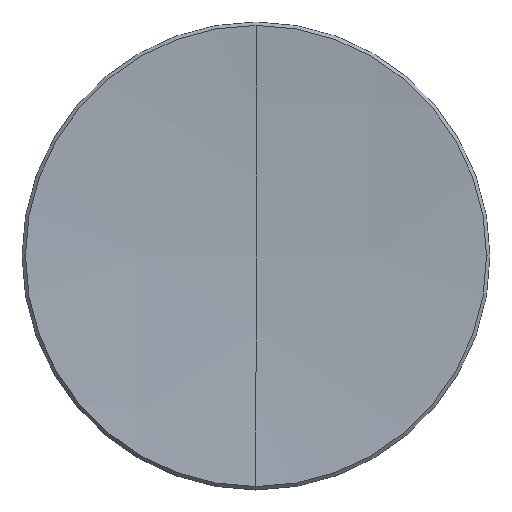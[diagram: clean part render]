
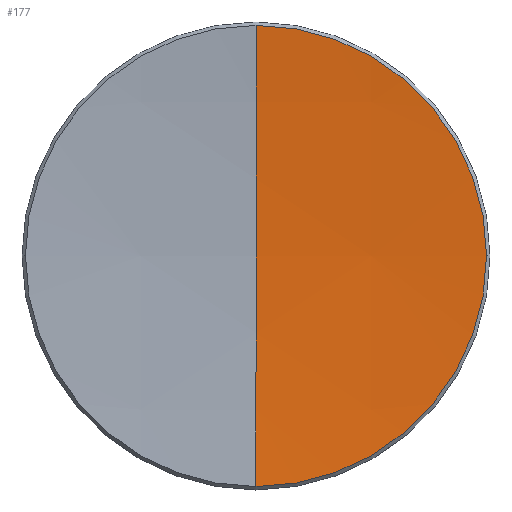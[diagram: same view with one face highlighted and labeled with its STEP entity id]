
A CAD part, top view. The second image highlights one B-rep face of the part: STEP entity #177.
In plain terms, the highlighted spherical face has radius 149.76 mm.
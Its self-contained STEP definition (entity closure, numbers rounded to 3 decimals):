
#3 = CARTESIAN_POINT ( 'NONE',  ( 0., 0., 5.984 ) ) ;
#6 = DIRECTION ( 'NONE',  ( -1., 0., 0. ) ) ;
#9 = AXIS2_PLACEMENT_3D ( 'NONE', #3, #268, #76 ) ;
#15 = EDGE_CURVE ( 'NONE', #59, #183, #194, .T. ) ;
#18 = CARTESIAN_POINT ( 'NONE',  ( 0., 0., 5.984 ) ) ;
#20 = DIRECTION ( 'NONE',  ( 0., -1., 0. ) ) ;
#21 = DIRECTION ( 'NONE',  ( -1., 0., 0. ) ) ;
#40 = CARTESIAN_POINT ( 'NONE',  ( 0., 0., 5.461 ) ) ;
#43 = DIRECTION ( 'NONE',  ( 1., 0., 0. ) ) ;
#55 = ORIENTED_EDGE ( 'NONE', *, *, #90, .T. ) ;
#59 = VERTEX_POINT ( 'NONE', #40 ) ;
#65 = CIRCLE ( 'NONE', #9, 12.516 ) ;
#66 = DIRECTION ( 'NONE',  ( 0., 0., -1. ) ) ;
#72 = DIRECTION ( 'NONE',  ( 0., 1., 0. ) ) ;
#76 = DIRECTION ( 'NONE',  ( 1., 0., 0. ) ) ;
#79 = AXIS2_PLACEMENT_3D ( 'NONE', #215, #43, #66 ) ;
#86 = CARTESIAN_POINT ( 'NONE',  ( 0., 12.516, 5.984 ) ) ;
#88 = CARTESIAN_POINT ( 'NONE',  ( 0., 0., 155.221 ) ) ;
#90 = EDGE_CURVE ( 'NONE', #59, #144, #102, .T. ) ;
#102 = CIRCLE ( 'NONE', #161, 149.76 ) ;
#107 = FACE_OUTER_BOUND ( 'NONE', #271, .T. ) ;
#116 = EDGE_CURVE ( 'NONE', #144, #208, #169, .T. ) ;
#117 = CARTESIAN_POINT ( 'NONE',  ( 12.516, 0., 5.984 ) ) ;
#134 = CARTESIAN_POINT ( 'NONE',  ( 0., -12.516, 5.984 ) ) ;
#144 = VERTEX_POINT ( 'NONE', #134 ) ;
#147 = ORIENTED_EDGE ( 'NONE', *, *, #15, .F. ) ;
#161 = AXIS2_PLACEMENT_3D ( 'NONE', #88, #21, #20 ) ;
#163 = ORIENTED_EDGE ( 'NONE', *, *, #116, .T. ) ;
#169 = CIRCLE ( 'NONE', #235, 12.516 ) ;
#177 = ADVANCED_FACE ( 'NONE', ( #107 ), #281, .F. ) ;
#183 = VERTEX_POINT ( 'NONE', #86 ) ;
#194 = CIRCLE ( 'NONE', #79, 149.76 ) ;
#196 = CARTESIAN_POINT ( 'NONE',  ( 0., 0., 155.221 ) ) ;
#208 = VERTEX_POINT ( 'NONE', #117 ) ;
#215 = CARTESIAN_POINT ( 'NONE',  ( 0., 0., 155.221 ) ) ;
#226 = AXIS2_PLACEMENT_3D ( 'NONE', #196, #6, #72 ) ;
#234 = DIRECTION ( 'NONE',  ( 0., 0., 1. ) ) ;
#235 = AXIS2_PLACEMENT_3D ( 'NONE', #18, #234, #260 ) ;
#260 = DIRECTION ( 'NONE',  ( 1., 0., 0. ) ) ;
#268 = DIRECTION ( 'NONE',  ( 0., 0., 1. ) ) ;
#271 = EDGE_LOOP ( 'NONE', ( #147, #55, #163, #273 ) ) ;
#273 = ORIENTED_EDGE ( 'NONE', *, *, #276, .T. ) ;
#276 = EDGE_CURVE ( 'NONE', #208, #183, #65, .T. ) ;
#281 = SPHERICAL_SURFACE ( 'NONE', #226, 149.76 ) ;
